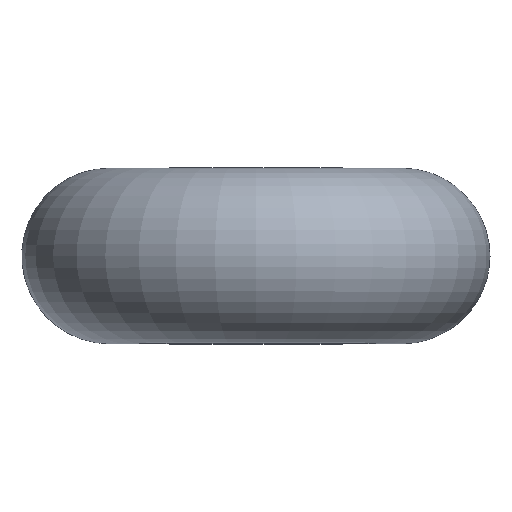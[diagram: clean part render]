
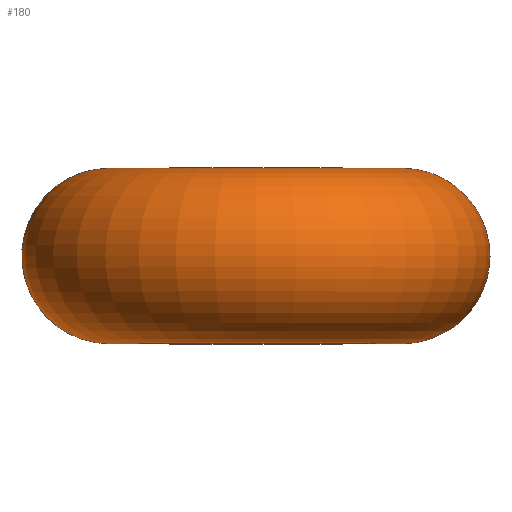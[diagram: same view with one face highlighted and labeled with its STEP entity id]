
A CAD part, top view. The second image highlights one B-rep face of the part: STEP entity #180.
In plain terms, the highlighted toroidal (fillet/blend) face has major radius 3.75 mm and minor radius 2.25 mm.
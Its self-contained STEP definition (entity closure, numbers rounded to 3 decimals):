
#19=B_SPLINE_CURVE_WITH_KNOTS($,3,(#553,#554,#555,#556,#557,#558,#559,#560,
#561,#562,#563,#564,#565,#566,#567,#568,#569,#570,#571,#572,#573,#574,#575,
#576,#577,#578,#579),.UNSPECIFIED.,.T.,.F.,(4,1,1,1,1,1,1,1,1,1,1,1,1,1,
1,1,1,1,1,1,1,1,1,1,4),(0.,0.647,1.295,
1.942,2.265,2.589,2.913,3.236,
3.56,3.803,3.884,4.315,4.747,
5.178,6.041,6.473,6.634,6.796,
6.958,7.12,7.282,7.444,7.767,
8.414,9.062),.UNSPECIFIED.);
#20=B_SPLINE_CURVE_WITH_KNOTS($,3,(#584,#585,#586,#587,#588,#589,#590,#591,
#592,#593,#594,#595,#596,#597,#598,#599,#600,#601,#602,#603,#604,#605,#606,
#607,#608,#609,#610,#611,#612,#613),.UNSPECIFIED.,.T.,.F.,(4,1,1,1,1,1,
1,1,1,1,1,1,1,1,1,1,1,1,1,1,1,1,1,1,1,1,1,4),(0.,0.281,
0.422,0.562,0.843,1.054,
1.124,1.405,1.686,2.248,2.53,
2.811,3.092,3.232,3.373,3.56,
3.747,4.122,4.497,4.684,4.872,
5.621,5.902,6.183,6.745,7.307,
7.589,7.87),.UNSPECIFIED.);
#25=TOROIDAL_SURFACE($,#212,3.75,2.25);
#45=FACE_BOUND($,#85,.T.);
#46=FACE_BOUND($,#86,.T.);
#47=FACE_BOUND($,#87,.T.);
#61=FACE_OUTER_BOUND($,#84,.T.);
#84=EDGE_LOOP($,(#155));
#85=EDGE_LOOP($,(#156));
#86=EDGE_LOOP($,(#157));
#87=EDGE_LOOP($,(#158));
#100=CIRCLE($,#213,3.75);
#101=CIRCLE($,#214,3.75);
#113=VERTEX_POINT($,#551);
#114=VERTEX_POINT($,#581);
#115=VERTEX_POINT($,#583);
#116=VERTEX_POINT($,#614);
#128=EDGE_CURVE($,#113,#113,#19,.T.);
#129=EDGE_CURVE($,#114,#114,#100,.T.);
#130=EDGE_CURVE($,#115,#115,#20,.T.);
#131=EDGE_CURVE($,#116,#116,#101,.T.);
#155=ORIENTED_EDGE($,*,*,#129,.F.);
#156=ORIENTED_EDGE($,*,*,#130,.T.);
#157=ORIENTED_EDGE($,*,*,#131,.F.);
#158=ORIENTED_EDGE($,*,*,#128,.T.);
#180=ADVANCED_FACE($,(#61,#45,#46,#47),#25,.T.);
#212=AXIS2_PLACEMENT_3D($,#580,#262,#263);
#213=AXIS2_PLACEMENT_3D($,#582,#264,#265);
#214=AXIS2_PLACEMENT_3D($,#615,#266,#267);
#262=DIRECTION('center_axis',(0.,-1.,0.));
#263=DIRECTION('ref_axis',(-1.,0.,0.));
#264=DIRECTION('center_axis',(0.,-1.,0.));
#265=DIRECTION('ref_axis',(1.,0.,0.));
#266=DIRECTION('center_axis',(0.,1.,0.));
#267=DIRECTION('ref_axis',(1.,0.,0.));
#551=CARTESIAN_POINT('',(-4.902,-0.212,5.558));
#553=CARTESIAN_POINT('Ctrl Pts',(-4.902,-0.212,5.558));
#554=CARTESIAN_POINT('Ctrl Pts',(-4.768,-0.437,5.404));
#555=CARTESIAN_POINT('Ctrl Pts',(-4.374,-0.837,5.067));
#556=CARTESIAN_POINT('Ctrl Pts',(-3.484,-1.155,4.461));
#557=CARTESIAN_POINT('Ctrl Pts',(-2.638,-1.152,3.94));
#558=CARTESIAN_POINT('Ctrl Pts',(-1.994,-0.999,3.579));
#559=CARTESIAN_POINT('Ctrl Pts',(-1.548,-0.806,3.347));
#560=CARTESIAN_POINT('Ctrl Pts',(-1.168,-0.536,3.169));
#561=CARTESIAN_POINT('Ctrl Pts',(-0.887,-0.192,
3.062));
#562=CARTESIAN_POINT('Ctrl Pts',(-0.753,0.168,3.044));
#563=CARTESIAN_POINT('Ctrl Pts',(-0.744,0.435,3.086));
#564=CARTESIAN_POINT('Ctrl Pts',(-0.789,0.735,3.167));
#565=CARTESIAN_POINT('Ctrl Pts',(-0.949,1.083,3.333));
#566=CARTESIAN_POINT('Ctrl Pts',(-1.33,1.451,3.67));
#567=CARTESIAN_POINT('Ctrl Pts',(-1.965,1.801,4.228));
#568=CARTESIAN_POINT('Ctrl Pts',(-2.704,1.98,4.937));
#569=CARTESIAN_POINT('Ctrl Pts',(-3.355,2.022,5.639));
#570=CARTESIAN_POINT('Ctrl Pts',(-3.71,2.002,5.985));
#571=CARTESIAN_POINT('Ctrl Pts',(-3.942,1.966,6.179));
#572=CARTESIAN_POINT('Ctrl Pts',(-4.171,1.901,6.319));
#573=CARTESIAN_POINT('Ctrl Pts',(-4.379,1.806,6.391));
#574=CARTESIAN_POINT('Ctrl Pts',(-4.559,1.687,6.41));
#575=CARTESIAN_POINT('Ctrl Pts',(-4.763,1.504,6.387));
#576=CARTESIAN_POINT('Ctrl Pts',(-5.031,1.134,6.265));
#577=CARTESIAN_POINT('Ctrl Pts',(-5.177,0.513,5.987));
#578=CARTESIAN_POINT('Ctrl Pts',(-5.036,0.013,5.711));
#579=CARTESIAN_POINT('Ctrl Pts',(-4.902,-0.212,5.558));
#580=CARTESIAN_POINT('Origin',(0.,0.,9.));
#581=CARTESIAN_POINT('',(-3.75,-2.25,9.));
#582=CARTESIAN_POINT('Origin',(0.,-2.25,9.));
#583=CARTESIAN_POINT('',(1.084,0.421,3.139));
#584=CARTESIAN_POINT('Ctrl Pts',(1.083,0.421,3.139));
#585=CARTESIAN_POINT('Ctrl Pts',(0.984,0.312,3.1));
#586=CARTESIAN_POINT('Ctrl Pts',(0.864,0.13,3.059));
#587=CARTESIAN_POINT('Ctrl Pts',(0.774,-0.131,3.051));
#588=CARTESIAN_POINT('Ctrl Pts',(0.735,-0.397,3.073));
#589=CARTESIAN_POINT('Ctrl Pts',(0.775,-0.691,3.15));
#590=CARTESIAN_POINT('Ctrl Pts',(0.884,-0.926,3.264));
#591=CARTESIAN_POINT('Ctrl Pts',(1.026,-1.143,3.399));
#592=CARTESIAN_POINT('Ctrl Pts',(1.228,-1.358,3.58));
#593=CARTESIAN_POINT('Ctrl Pts',(1.671,-1.661,3.969));
#594=CARTESIAN_POINT('Ctrl Pts',(2.194,-1.855,4.444));
#595=CARTESIAN_POINT('Ctrl Pts',(2.75,-1.968,4.998));
#596=CARTESIAN_POINT('Ctrl Pts',(3.18,-2.014,5.448));
#597=CARTESIAN_POINT('Ctrl Pts',(3.55,-2.018,5.838));
#598=CARTESIAN_POINT('Ctrl Pts',(3.859,-1.982,6.115));
#599=CARTESIAN_POINT('Ctrl Pts',(4.117,-1.922,6.295));
#600=CARTESIAN_POINT('Ctrl Pts',(4.378,-1.811,6.398));
#601=CARTESIAN_POINT('Ctrl Pts',(4.691,-1.594,6.415));
#602=CARTESIAN_POINT('Ctrl Pts',(4.964,-1.249,6.307));
#603=CARTESIAN_POINT('Ctrl Pts',(5.098,-0.849,6.137));
#604=CARTESIAN_POINT('Ctrl Pts',(5.12,-0.517,5.978));
#605=CARTESIAN_POINT('Ctrl Pts',(5.068,-0.017,5.719));
#606=CARTESIAN_POINT('Ctrl Pts',(4.772,0.495,5.389));
#607=CARTESIAN_POINT('Ctrl Pts',(4.213,0.872,4.963));
#608=CARTESIAN_POINT('Ctrl Pts',(3.644,1.101,4.569));
#609=CARTESIAN_POINT('Ctrl Pts',(2.815,1.187,4.042));
#610=CARTESIAN_POINT('Ctrl Pts',(1.988,1.018,3.571));
#611=CARTESIAN_POINT('Ctrl Pts',(1.418,0.728,3.283));
#612=CARTESIAN_POINT('Ctrl Pts',(1.183,0.531,3.179));
#613=CARTESIAN_POINT('Ctrl Pts',(1.083,0.421,3.139));
#614=CARTESIAN_POINT('',(-3.75,2.25,9.));
#615=CARTESIAN_POINT('Origin',(0.,2.25,9.));
